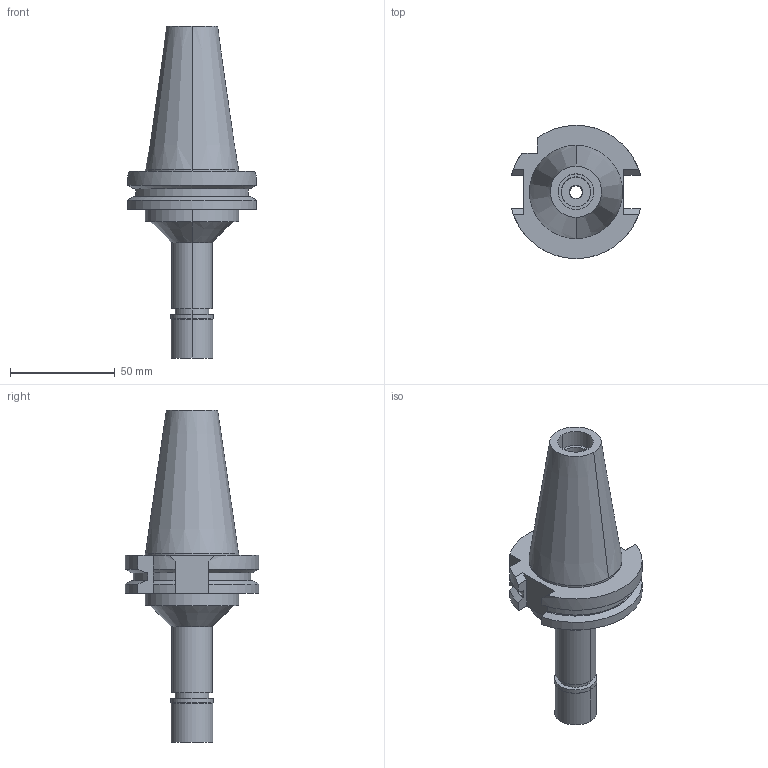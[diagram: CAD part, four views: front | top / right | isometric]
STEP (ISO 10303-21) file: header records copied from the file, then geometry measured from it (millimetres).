
FILE_DESCRIPTION((''),'2;1');
FILE_NAME('BV40MN06090-060_ASM','2018-03-09T',('ykawabe'),(''),'CREO PARAMETRIC BY PTC INC, 2016380','CREO PARAMETRIC BY PTC INC, 2016380','');
FILE_SCHEMA(('AUTOMOTIVE_DESIGN { 1 0 10303 214 1 1 1 1 }'));
Length unit declared in the file: millimetre
Products named in the file (5): BDV40-MEGA6N-90_1; NBC6-6_1; MGN6_1; DXF_TEMP_ASSY_ASM_4_ASM; BV40MN06090-060_ASM
Assembly tree (4 placements, depth 3):
  BV40MN06090-060_ASM
    DXF_TEMP_ASSY_ASM_4_ASM
      BDV40-MEGA6N-90_1
      NBC6-6_1
      MGN6_1
Bounding box: 61.48 x 63.55 x 158.4 mm (x, y, z)
Volume: 132985.1 mm3; surface area: 29405 mm2
Topology: 3 solids, 3 shells, 112 faces, 271 edges, 182 vertices
Faces by surface type: cylinder 51, plane 41, cone 20
Entity records: 5065 total; most frequent: DIRECTION 665, CARTESIAN_POINT 660, ORIENTED_EDGE 542, PRESENTATION_STYLE_ASSIGNMENT 279, STYLED_ITEM 279, CURVE_STYLE 276, AXIS2_PLACEMENT_3D 275, EDGE_CURVE 271
